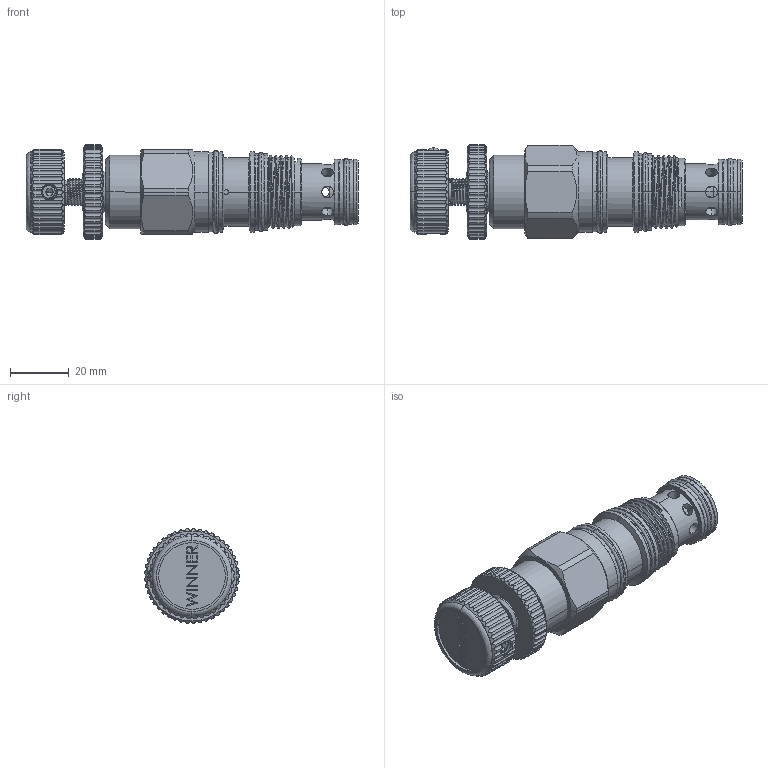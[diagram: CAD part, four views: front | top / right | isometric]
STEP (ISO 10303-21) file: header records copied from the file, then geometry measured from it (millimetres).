
FILE_DESCRIPTION (( 'STEP AP203' ), '1' );
FILE_NAME ('PB2A30-K.STEP', '2016-07-22T05:39:45', ( '' ), ( '' ), 'SwSTEP 2.0', 'SolidWorks 2012', '' );
FILE_SCHEMA (( 'CONFIG_CONTROL_DESIGN' ));
Products named in the file (1): PB2A30-K
Bounding box: 112.89 x 32.18 x 32.2 mm (x, y, z)
Surface area: 19920 mm2 (no closed solid volume)
Topology: 0 solids, 16 shells, 803 faces, 2196 edges, 1414 vertices
Faces by surface type: cylinder 456, plane 195, bspline 84, cone 68
Entity records: 44687 total; most frequent: CARTESIAN_POINT 25494, ORIENTED_EDGE 4343, DIRECTION 3616, EDGE_CURVE 2174, VERTEX_POINT 1414, AXIS2_PLACEMENT_3D 1399, EDGE_LOOP 866, LINE 818
